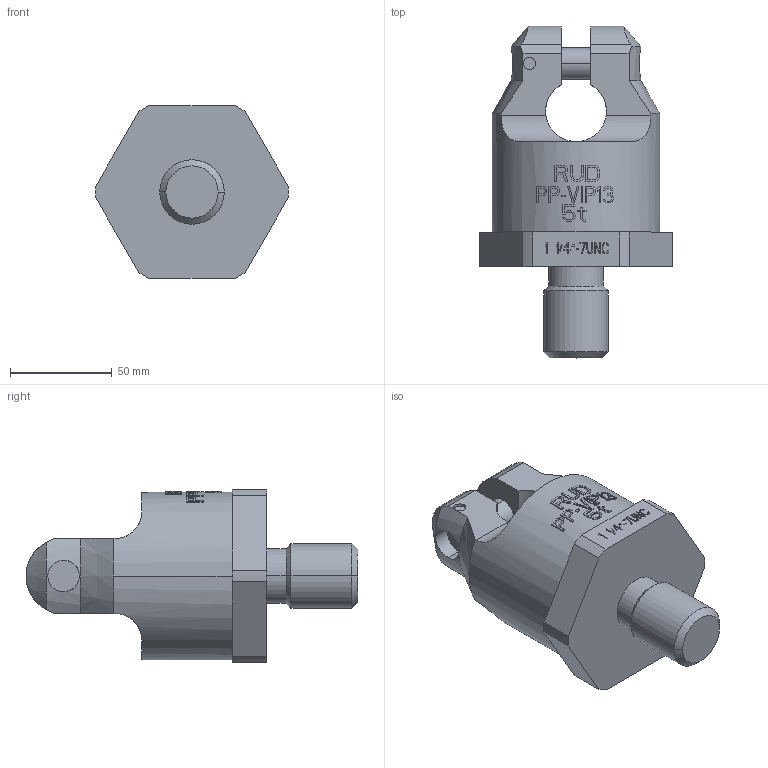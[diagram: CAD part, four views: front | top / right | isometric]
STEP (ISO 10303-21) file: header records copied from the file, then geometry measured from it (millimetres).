
FILE_DESCRIPTION((''),'2;1');
FILE_NAME('4PP-VIP13-5T-1_1_4Z','2005-01-19T',('jakubetz'),(''),'PRO/ENGINEER BY PARAMETRIC TECHNOLOGY CORPORATION, 2001400','PRO/ENGINEER BY PARAMETRIC TECHNOLOGY CORPORATION, 2001400','');
FILE_SCHEMA(('CONFIG_CONTROL_DESIGN'));
Length unit declared in the file: millimetre
Products named in the file (1): 4PP-VIP13-5T-1_1_4Z
Bounding box: 94.98 x 163.5 x 85 mm (x, y, z)
Volume: 474611.4 mm3; surface area: 56757.1 mm2
Topology: 2 solids, 2 shells, 510 faces, 1405 edges, 934 vertices
Faces by surface type: plane 453, cylinder 49, cone 8
Entity records: 16628 total; most frequent: CARTESIAN_POINT 4158, ORIENTED_EDGE 2810, DIRECTION 2219, EDGE_CURVE 1405, VERTEX_POINT 934, VECTOR 851, LINE 851, AXIS2_PLACEMENT_3D 684
